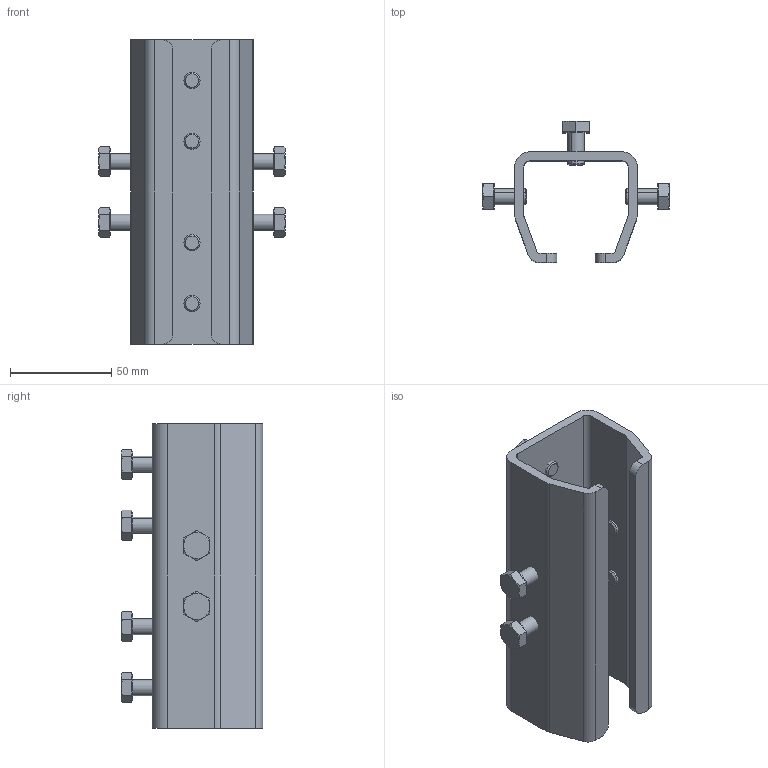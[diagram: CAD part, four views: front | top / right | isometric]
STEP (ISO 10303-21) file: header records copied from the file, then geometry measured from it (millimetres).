
FILE_DESCRIPTION (( 'STEP AP203' ), '1' );
FILE_NAME ('1.24.B49.STEP', '2018-07-20T10:02:22', ( '' ), ( '' ), 'SwSTEP 2.0', 'SolidWorks 2018', '' );
FILE_SCHEMA (( 'CONFIG_CONTROL_DESIGN' ));
Length unit declared in the file: millimetre
Products named in the file (3): 1.24.B49; ISO 4016 - M8 x 40 x 22-WN
Assembly tree (9 placements, depth 2):
  1.24.B49
    1.24.B49
    ISO 4016 - M8 x 40 x 22-WN  x8
Bounding box: 91.85 x 69.67 x 150 mm (x, y, z)
Volume: 129731.5 mm3; surface area: 63004.2 mm2
Topology: 9 solids, 9 shells, 265 faces, 589 edges, 350 vertices
Faces by surface type: plane 138, cone 64, cylinder 63
Entity records: 3076 total; most frequent: CARTESIAN_POINT 615, DIRECTION 443, ORIENTED_EDGE 394, EDGE_CURVE 197, AXIS2_PLACEMENT_3D 170, VERTEX_POINT 126, LINE 103, VECTOR 103
